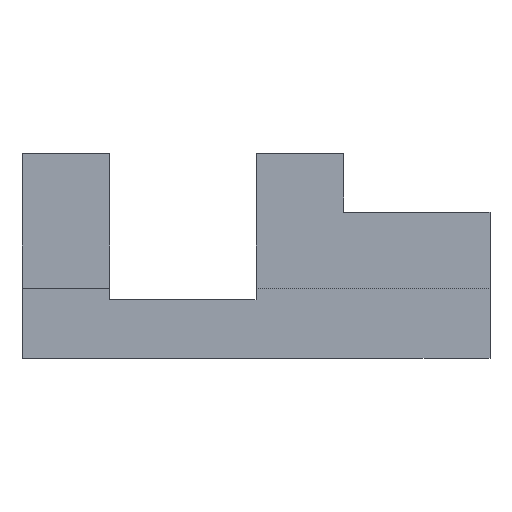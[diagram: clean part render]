
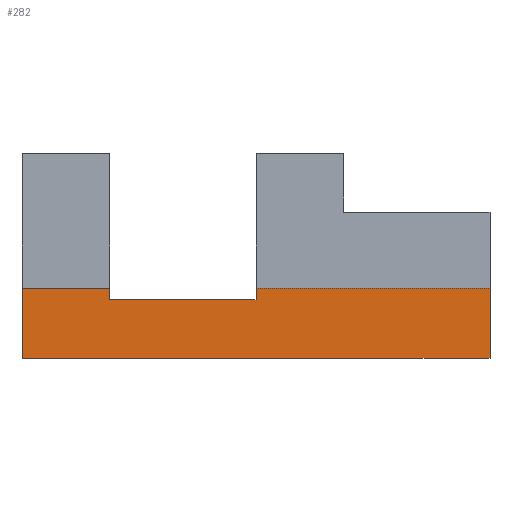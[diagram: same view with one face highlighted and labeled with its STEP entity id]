
A CAD part, front view. The second image highlights one B-rep face of the part: STEP entity #282.
In plain terms, the highlighted planar face has unit normal (0, -1, 0).
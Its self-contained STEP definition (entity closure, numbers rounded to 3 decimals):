
#32 = VERTEX_POINT('',#33);
#33 = CARTESIAN_POINT('',(0.,-83.,0.));
#39 = EDGE_CURVE('',#32,#40,#42,.T.);
#40 = VERTEX_POINT('',#41);
#41 = CARTESIAN_POINT('',(32.,-83.,0.));
#42 = LINE('',#43,#44);
#43 = CARTESIAN_POINT('',(0.,-83.,0.));
#44 = VECTOR('',#45,1.);
#45 = DIRECTION('',(1.,0.,0.));
#201 = VERTEX_POINT('',#202);
#202 = CARTESIAN_POINT('',(0.,-83.,4.8));
#208 = EDGE_CURVE('',#201,#32,#209,.T.);
#209 = LINE('',#210,#211);
#210 = CARTESIAN_POINT('',(0.,-83.,14.));
#211 = VECTOR('',#212,1.);
#212 = DIRECTION('',(0.,0.,-1.));
#232 = EDGE_CURVE('',#40,#233,#235,.T.);
#233 = VERTEX_POINT('',#234);
#234 = CARTESIAN_POINT('',(32.,-83.,4.8));
#235 = LINE('',#236,#237);
#236 = CARTESIAN_POINT('',(32.,-83.,0.));
#237 = VECTOR('',#238,1.);
#238 = DIRECTION('',(0.,0.,1.));
#282 = ADVANCED_FACE('',(#283),#326,.F.);
#283 = FACE_BOUND('',#284,.F.);
#284 = EDGE_LOOP('',(#285,#286,#287,#295,#303,#311,#319,#325));
#285 = ORIENTED_EDGE('',*,*,#39,.F.);
#286 = ORIENTED_EDGE('',*,*,#208,.F.);
#287 = ORIENTED_EDGE('',*,*,#288,.T.);
#288 = EDGE_CURVE('',#201,#289,#291,.T.);
#289 = VERTEX_POINT('',#290);
#290 = CARTESIAN_POINT('',(6.,-83.,4.8));
#291 = LINE('',#292,#293);
#292 = CARTESIAN_POINT('',(0.,-83.,4.8));
#293 = VECTOR('',#294,1.);
#294 = DIRECTION('',(1.,0.,0.));
#295 = ORIENTED_EDGE('',*,*,#296,.F.);
#296 = EDGE_CURVE('',#297,#289,#299,.T.);
#297 = VERTEX_POINT('',#298);
#298 = CARTESIAN_POINT('',(6.,-83.,4.));
#299 = LINE('',#300,#301);
#300 = CARTESIAN_POINT('',(6.,-83.,4.));
#301 = VECTOR('',#302,1.);
#302 = DIRECTION('',(0.,0.,1.));
#303 = ORIENTED_EDGE('',*,*,#304,.F.);
#304 = EDGE_CURVE('',#305,#297,#307,.T.);
#305 = VERTEX_POINT('',#306);
#306 = CARTESIAN_POINT('',(16.,-83.,4.));
#307 = LINE('',#308,#309);
#308 = CARTESIAN_POINT('',(16.,-83.,4.));
#309 = VECTOR('',#310,1.);
#310 = DIRECTION('',(-1.,0.,0.));
#311 = ORIENTED_EDGE('',*,*,#312,.F.);
#312 = EDGE_CURVE('',#313,#305,#315,.T.);
#313 = VERTEX_POINT('',#314);
#314 = CARTESIAN_POINT('',(16.,-83.,4.8));
#315 = LINE('',#316,#317);
#316 = CARTESIAN_POINT('',(16.,-83.,14.));
#317 = VECTOR('',#318,1.);
#318 = DIRECTION('',(0.,0.,-1.));
#319 = ORIENTED_EDGE('',*,*,#320,.T.);
#320 = EDGE_CURVE('',#313,#233,#321,.T.);
#321 = LINE('',#322,#323);
#322 = CARTESIAN_POINT('',(0.,-83.,4.8));
#323 = VECTOR('',#324,1.);
#324 = DIRECTION('',(1.,0.,0.));
#325 = ORIENTED_EDGE('',*,*,#232,.F.);
#326 = PLANE('',#327);
#327 = AXIS2_PLACEMENT_3D('',#328,#329,#330);
#328 = CARTESIAN_POINT('',(14.75,-83.,6.107));
#329 = DIRECTION('',(0.,1.,0.));
#330 = DIRECTION('',(0.,0.,1.));
